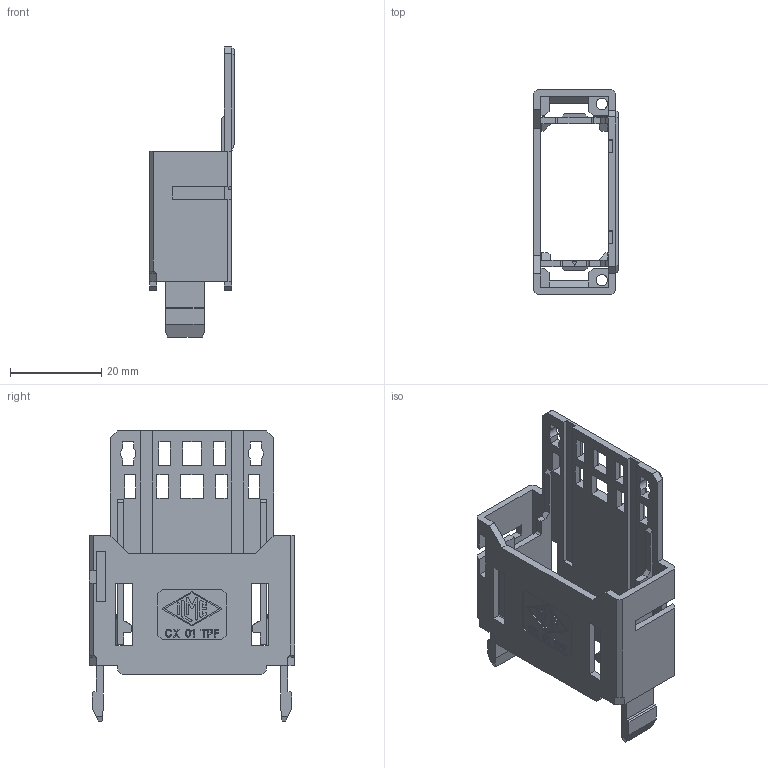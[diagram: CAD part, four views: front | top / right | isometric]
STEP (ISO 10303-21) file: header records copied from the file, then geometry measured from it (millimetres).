
FILE_DESCRIPTION(('Creo Elements/Direct Modeling STEP Export'),'2;1');
FILE_NAME('0ln7uvk5tn76h992880','2023-11-14T14:26:10',(''),(''),'Creo Elements/Direct Modeling STEP processor for AP214 (Solid Model)','Creo Elements/Direct Modeling 20.1B 02-Apr-2019 (C) Parametric Technology GmbH','');
FILE_SCHEMA(('AUTOMOTIVE_DESIGN { 1 0 10303 214 1 1 1 1 }'));
Length unit declared in the file: millimetre
Products named in the file (2): CX 01 TPF
Assembly tree (1 placements, depth 2):
  CX 01 TPF
    CX 01 TPF
Bounding box: 18.6 x 45 x 63.7 mm (x, y, z)
Volume: 7441.6 mm3; surface area: 10839.8 mm2
Topology: 1 solids, 1 shells, 560 faces, 1665 edges, 1121 vertices
Faces by surface type: plane 513, cylinder 47
Entity records: 23170 total; most frequent: CARTESIAN_POINT 3634, ORIENTED_EDGE 3330, DIRECTION 2775, EDGE_CURVE 1665, VECTOR 1551, LINE 1551, VERTEX_POINT 1121, EDGE_LOOP 616
